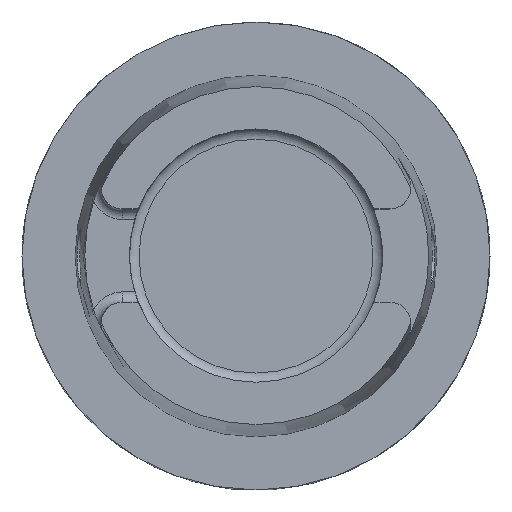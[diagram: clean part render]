
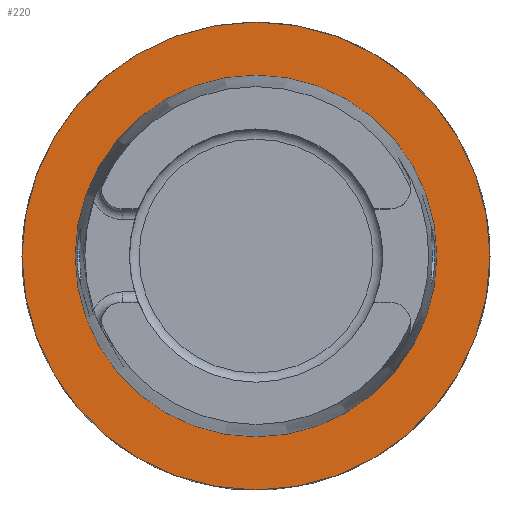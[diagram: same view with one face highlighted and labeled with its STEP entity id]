
A CAD part, top view. The second image highlights one B-rep face of the part: STEP entity #220.
In plain terms, the highlighted planar face has unit normal (0, 0, 1).
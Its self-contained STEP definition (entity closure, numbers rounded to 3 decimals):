
#220=ADVANCED_FACE('',(#346,#347),#300,.F.);
#300=PLANE('',#1723);
#346=FACE_BOUND('',#444,.T.);
#347=FACE_BOUND('',#445,.T.);
#444=EDGE_LOOP('',(#921));
#445=EDGE_LOOP('',(#922));
#921=ORIENTED_EDGE('',*,*,#1395,.F.);
#922=ORIENTED_EDGE('',*,*,#1459,.T.);
#1231=VERTEX_POINT('',#2745);
#1272=VERTEX_POINT('',#3015);
#1395=EDGE_CURVE('',#1231,#1231,#1563,.T.);
#1459=EDGE_CURVE('',#1272,#1272,#1577,.T.);
#1563=CIRCLE('',#1691,31.47);
#1577=CIRCLE('',#1721,24.321);
#1691=AXIS2_PLACEMENT_3D('',#2744,#1955,#1956);
#1721=AXIS2_PLACEMENT_3D('',#3014,#2045,#2046);
#1723=AXIS2_PLACEMENT_3D('',#3017,#2049,#2050);
#1955=DIRECTION('',(0.,0.,-1.));
#1956=DIRECTION('',(1.,0.,0.));
#2045=DIRECTION('',(0.,0.,-1.));
#2046=DIRECTION('',(1.,0.,0.));
#2049=DIRECTION('',(0.,0.,-1.));
#2050=DIRECTION('',(1.,0.,0.));
#2744=CARTESIAN_POINT('',(0.,0.,0.));
#2745=CARTESIAN_POINT('',(31.47,0.,0.));
#3014=CARTESIAN_POINT('',(0.,0.,0.));
#3015=CARTESIAN_POINT('',(24.321,0.,0.));
#3017=CARTESIAN_POINT('',(0.,-25.43,0.));
